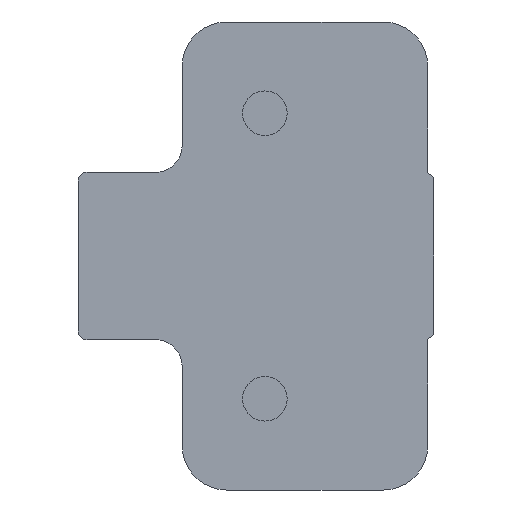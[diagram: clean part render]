
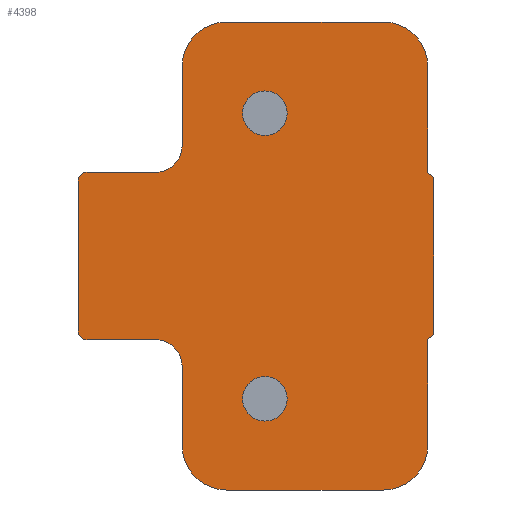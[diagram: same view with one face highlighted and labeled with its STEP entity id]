
A CAD part, left-side view. The second image highlights one B-rep face of the part: STEP entity #4398.
In plain terms, the highlighted planar face has unit normal (-1, 0, 0).
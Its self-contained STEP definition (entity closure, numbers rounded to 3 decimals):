
#1875=CARTESIAN_POINT('',(0.,-13.3,21.3));
#1876=DIRECTION('',(-1.,0.,0.));
#1877=DIRECTION('',(0.,-1.,0.));
#1878=AXIS2_PLACEMENT_3D('',#1875,#1876,#1877);
#1880=DIRECTION('',(0.,0.,1.));
#1881=VECTOR('',#1880,11.9);
#1882=CARTESIAN_POINT('',(0.,-18.3,9.4));
#1883=LINE('',#1882,#1881);
#1884=DIRECTION('',(0.,0.766,0.643));
#1885=VECTOR('',#1884,0.914);
#1886=CARTESIAN_POINT('',(0.,-19.,8.813));
#1887=LINE('',#1886,#1885);
#1888=DIRECTION('',(0.,0.,1.));
#1889=VECTOR('',#1888,17.625);
#1890=CARTESIAN_POINT('',(0.,-19.,-8.813));
#1891=LINE('',#1890,#1889);
#1892=DIRECTION('',(0.,-0.766,0.643));
#1893=VECTOR('',#1892,0.914);
#1894=CARTESIAN_POINT('',(0.,-18.3,-9.4));
#1895=LINE('',#1894,#1893);
#1896=DIRECTION('',(0.,0.,1.));
#1897=VECTOR('',#1896,11.9);
#1898=CARTESIAN_POINT('',(0.,-18.3,-21.3));
#1899=LINE('',#1898,#1897);
#1900=CARTESIAN_POINT('',(0.,-13.3,-21.3));
#1901=DIRECTION('',(-1.,0.,0.));
#1902=DIRECTION('',(0.,0.,-1.));
#1903=AXIS2_PLACEMENT_3D('',#1900,#1901,#1902);
#1905=DIRECTION('',(0.,-1.,0.));
#1906=VECTOR('',#1905,17.6);
#1907=CARTESIAN_POINT('',(0.,4.3,-26.3));
#1908=LINE('',#1907,#1906);
#1909=CARTESIAN_POINT('',(0.,4.3,-21.3));
#1910=DIRECTION('',(-1.,0.,0.));
#1911=DIRECTION('',(0.,1.,0.));
#1912=AXIS2_PLACEMENT_3D('',#1909,#1910,#1911);
#1914=DIRECTION('',(0.,0.,-1.));
#1915=VECTOR('',#1914,8.9);
#1916=CARTESIAN_POINT('',(0.,9.3,-12.4));
#1917=LINE('',#1916,#1915);
#1918=CARTESIAN_POINT('',(0.,12.3,-12.4));
#1919=DIRECTION('',(1.,0.,0.));
#1920=DIRECTION('',(0.,0.,1.));
#1921=AXIS2_PLACEMENT_3D('',#1918,#1919,#1920);
#1923=DIRECTION('',(0.,-1.,0.));
#1924=VECTOR('',#1923,7.69);
#1925=CARTESIAN_POINT('',(0.,19.99,-9.4));
#1926=LINE('',#1925,#1924);
#1927=CARTESIAN_POINT('',(0.,19.99,-8.39));
#1928=DIRECTION('',(-1.,0.,0.));
#1929=DIRECTION('',(0.,1.,0.));
#1930=AXIS2_PLACEMENT_3D('',#1927,#1928,#1929);
#1932=DIRECTION('',(0.,0.,-1.));
#1933=VECTOR('',#1932,16.78);
#1934=CARTESIAN_POINT('',(0.,21.,8.39));
#1935=LINE('',#1934,#1933);
#1936=CARTESIAN_POINT('',(0.,19.99,8.39));
#1937=DIRECTION('',(-1.,0.,0.));
#1938=DIRECTION('',(0.,0.,1.));
#1939=AXIS2_PLACEMENT_3D('',#1936,#1937,#1938);
#1941=DIRECTION('',(0.,1.,0.));
#1942=VECTOR('',#1941,7.69);
#1943=CARTESIAN_POINT('',(0.,12.3,9.4));
#1944=LINE('',#1943,#1942);
#1945=CARTESIAN_POINT('',(0.,12.3,12.4));
#1946=DIRECTION('',(1.,0.,0.));
#1947=DIRECTION('',(0.,-1.,0.));
#1948=AXIS2_PLACEMENT_3D('',#1945,#1946,#1947);
#1950=DIRECTION('',(0.,0.,-1.));
#1951=VECTOR('',#1950,8.9);
#1952=CARTESIAN_POINT('',(0.,9.3,21.3));
#1953=LINE('',#1952,#1951);
#1954=CARTESIAN_POINT('',(0.,4.3,21.3));
#1955=DIRECTION('',(-1.,0.,0.));
#1956=DIRECTION('',(0.,0.,1.));
#1957=AXIS2_PLACEMENT_3D('',#1954,#1955,#1956);
#1959=DIRECTION('',(0.,1.,0.));
#1960=VECTOR('',#1959,17.6);
#1961=CARTESIAN_POINT('',(0.,-13.3,26.3));
#1962=LINE('',#1961,#1960);
#1963=CARTESIAN_POINT('',(0.,0.,-16.05));
#1964=DIRECTION('',(1.,0.,0.));
#1965=DIRECTION('',(0.,-1.,0.));
#1966=AXIS2_PLACEMENT_3D('',#1963,#1964,#1965);
#1968=CARTESIAN_POINT('',(0.,0.,-16.05));
#1969=DIRECTION('',(1.,0.,0.));
#1970=DIRECTION('',(0.,1.,0.));
#1971=AXIS2_PLACEMENT_3D('',#1968,#1969,#1970);
#1973=CARTESIAN_POINT('',(0.,0.,16.05));
#1974=DIRECTION('',(1.,0.,0.));
#1975=DIRECTION('',(0.,-1.,0.));
#1976=AXIS2_PLACEMENT_3D('',#1973,#1974,#1975);
#1978=CARTESIAN_POINT('',(0.,0.,16.05));
#1979=DIRECTION('',(1.,0.,0.));
#1980=DIRECTION('',(0.,1.,0.));
#1981=AXIS2_PLACEMENT_3D('',#1978,#1979,#1980);
#2213=CARTESIAN_POINT('',(0.,2.5,-16.05));
#2215=VERTEX_POINT('',#2213);
#2224=CARTESIAN_POINT('',(0.,-2.5,-16.05));
#2226=VERTEX_POINT('',#2224);
#2286=CARTESIAN_POINT('',(0.,2.5,16.05));
#2287=VERTEX_POINT('',#2286);
#2304=CARTESIAN_POINT('',(0.,-2.5,16.05));
#2305=VERTEX_POINT('',#2304);
#2317=CARTESIAN_POINT('',(0.,-18.3,21.3));
#2318=CARTESIAN_POINT('',(0.,-13.3,26.3));
#2319=VERTEX_POINT('',#2317);
#2320=VERTEX_POINT('',#2318);
#2343=CARTESIAN_POINT('',(0.,4.3,26.3));
#2344=VERTEX_POINT('',#2343);
#2345=CARTESIAN_POINT('',(0.,-18.3,9.4));
#2346=VERTEX_POINT('',#2345);
#2361=CARTESIAN_POINT('',(0.,9.3,21.3));
#2362=VERTEX_POINT('',#2361);
#2363=CARTESIAN_POINT('',(0.,-19.,8.813));
#2364=VERTEX_POINT('',#2363);
#2385=CARTESIAN_POINT('',(0.,9.3,12.4));
#2386=VERTEX_POINT('',#2385);
#2389=CARTESIAN_POINT('',(0.,-19.,-8.813));
#2390=VERTEX_POINT('',#2389);
#2397=CARTESIAN_POINT('',(0.,21.,8.39));
#2398=VERTEX_POINT('',#2397);
#2409=CARTESIAN_POINT('',(0.,19.99,9.4));
#2410=VERTEX_POINT('',#2409);
#2420=CARTESIAN_POINT('',(0.,12.3,9.4));
#2421=VERTEX_POINT('',#2420);
#2424=CARTESIAN_POINT('',(0.,-18.3,-9.4));
#2425=VERTEX_POINT('',#2424);
#2457=CARTESIAN_POINT('',(0.,-18.3,-21.3));
#2458=VERTEX_POINT('',#2457);
#2469=CARTESIAN_POINT('',(0.,21.,-8.39));
#2470=VERTEX_POINT('',#2469);
#2491=CARTESIAN_POINT('',(0.,-13.3,-26.3));
#2492=VERTEX_POINT('',#2491);
#2523=CARTESIAN_POINT('',(0.,4.3,-26.3));
#2524=VERTEX_POINT('',#2523);
#2529=CARTESIAN_POINT('',(0.,19.99,-9.4));
#2530=VERTEX_POINT('',#2529);
#2551=CARTESIAN_POINT('',(0.,9.3,-21.3));
#2552=VERTEX_POINT('',#2551);
#2557=CARTESIAN_POINT('',(0.,12.3,-9.4));
#2558=VERTEX_POINT('',#2557);
#2573=CARTESIAN_POINT('',(0.,9.3,-12.4));
#2574=VERTEX_POINT('',#2573);
#4344=CARTESIAN_POINT('',(0.,-19.,5.2));
#4345=DIRECTION('',(-1.,0.,0.));
#4346=DIRECTION('',(0.,1.,0.));
#4347=AXIS2_PLACEMENT_3D('',#4344,#4345,#4346);
#4348=PLANE('',#4347);
#4350=ORIENTED_EDGE('',*,*,#4349,.F.);
#4352=ORIENTED_EDGE('',*,*,#4351,.F.);
#4354=ORIENTED_EDGE('',*,*,#4353,.F.);
#4355=ORIENTED_EDGE('',*,*,#3099,.F.);
#4356=ORIENTED_EDGE('',*,*,#3132,.F.);
#4358=ORIENTED_EDGE('',*,*,#4357,.F.);
#4360=ORIENTED_EDGE('',*,*,#4359,.F.);
#4362=ORIENTED_EDGE('',*,*,#4361,.F.);
#4364=ORIENTED_EDGE('',*,*,#4363,.F.);
#4366=ORIENTED_EDGE('',*,*,#4365,.F.);
#4368=ORIENTED_EDGE('',*,*,#4367,.F.);
#4370=ORIENTED_EDGE('',*,*,#4369,.F.);
#4372=ORIENTED_EDGE('',*,*,#4371,.F.);
#4373=ORIENTED_EDGE('',*,*,#4053,.F.);
#4374=ORIENTED_EDGE('',*,*,#4322,.F.);
#4375=ORIENTED_EDGE('',*,*,#4335,.F.);
#4377=ORIENTED_EDGE('',*,*,#4376,.F.);
#4379=ORIENTED_EDGE('',*,*,#4378,.F.);
#4381=ORIENTED_EDGE('',*,*,#4380,.F.);
#4383=ORIENTED_EDGE('',*,*,#4382,.F.);
#4384=EDGE_LOOP('',(#4350,#4352,#4354,#4355,#4356,#4358,#4360,#4362,#4364,#4366,
#4368,#4370,#4372,#4373,#4374,#4375,#4377,#4379,#4381,#4383));
#4385=FACE_OUTER_BOUND('',#4384,.F.);
#4387=ORIENTED_EDGE('',*,*,#4386,.F.);
#4389=ORIENTED_EDGE('',*,*,#4388,.F.);
#4390=EDGE_LOOP('',(#4387,#4389));
#4391=FACE_BOUND('',#4390,.F.);
#4393=ORIENTED_EDGE('',*,*,#4392,.F.);
#4395=ORIENTED_EDGE('',*,*,#4394,.F.);
#4396=EDGE_LOOP('',(#4393,#4395));
#4397=FACE_BOUND('',#4396,.F.);
#1879=CIRCLE('',#1878,5.);
#1904=CIRCLE('',#1903,5.);
#1913=CIRCLE('',#1912,5.);
#1922=CIRCLE('',#1921,3.);
#1931=CIRCLE('',#1930,1.01);
#1940=CIRCLE('',#1939,1.01);
#1949=CIRCLE('',#1948,3.);
#1958=CIRCLE('',#1957,5.);
#1967=CIRCLE('',#1966,2.5);
#1972=CIRCLE('',#1971,2.5);
#1977=CIRCLE('',#1976,2.5);
#1982=CIRCLE('',#1981,2.5);
#3099=EDGE_CURVE('',#2390,#2364,#1891,.T.);
#3132=EDGE_CURVE('',#2425,#2390,#1895,.T.);
#4053=EDGE_CURVE('',#2398,#2470,#1935,.T.);
#4322=EDGE_CURVE('',#2410,#2398,#1940,.T.);
#4335=EDGE_CURVE('',#2421,#2410,#1944,.T.);
#4349=EDGE_CURVE('',#2319,#2320,#1879,.T.);
#4351=EDGE_CURVE('',#2346,#2319,#1883,.T.);
#4353=EDGE_CURVE('',#2364,#2346,#1887,.T.);
#4357=EDGE_CURVE('',#2458,#2425,#1899,.T.);
#4359=EDGE_CURVE('',#2492,#2458,#1904,.T.);
#4361=EDGE_CURVE('',#2524,#2492,#1908,.T.);
#4363=EDGE_CURVE('',#2552,#2524,#1913,.T.);
#4365=EDGE_CURVE('',#2574,#2552,#1917,.T.);
#4367=EDGE_CURVE('',#2558,#2574,#1922,.T.);
#4369=EDGE_CURVE('',#2530,#2558,#1926,.T.);
#4371=EDGE_CURVE('',#2470,#2530,#1931,.T.);
#4376=EDGE_CURVE('',#2386,#2421,#1949,.T.);
#4378=EDGE_CURVE('',#2362,#2386,#1953,.T.);
#4380=EDGE_CURVE('',#2344,#2362,#1958,.T.);
#4382=EDGE_CURVE('',#2320,#2344,#1962,.T.);
#4386=EDGE_CURVE('',#2226,#2215,#1967,.T.);
#4388=EDGE_CURVE('',#2215,#2226,#1972,.T.);
#4392=EDGE_CURVE('',#2305,#2287,#1977,.T.);
#4394=EDGE_CURVE('',#2287,#2305,#1982,.T.);
#4398=ADVANCED_FACE('',(#4385,#4391,#4397),#4348,.T.);
